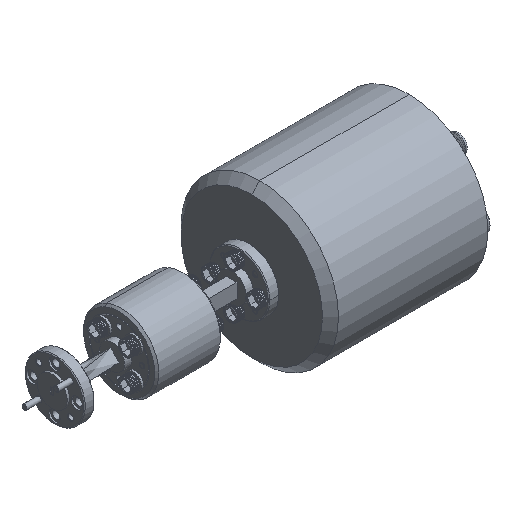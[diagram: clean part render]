
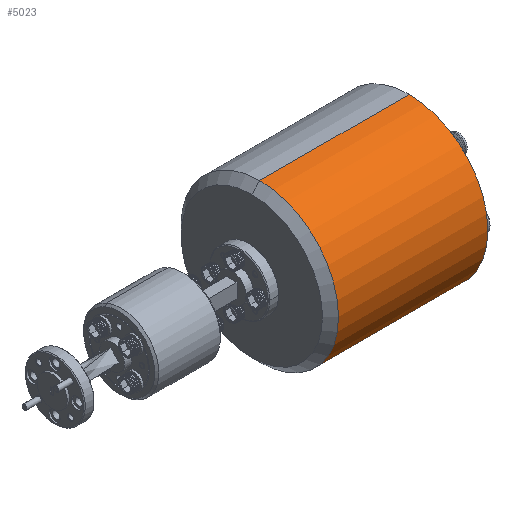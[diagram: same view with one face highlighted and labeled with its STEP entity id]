
A CAD part, isometric view. The second image highlights one B-rep face of the part: STEP entity #5023.
In plain terms, the highlighted cylindrical face has radius 25 mm (diameter 50 mm), a partial arc.
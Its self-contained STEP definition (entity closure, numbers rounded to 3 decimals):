
#1015 = VERTEX_POINT ( 'NONE', #23705 ) ;
#1853 = LINE ( 'NONE', #98099, #14449 ) ;
#3042 = EDGE_CURVE ( 'NONE', #36737, #1015, #73065, .T. ) ;
#3264 = CARTESIAN_POINT ( 'NONE',  ( 59.937, 35.56, 62.336 ) ) ;
#4314 = CARTESIAN_POINT ( 'NONE',  ( 59.937, 35.56, 37.336 ) ) ;
#5023 = ADVANCED_FACE ( 'NONE', ( #15307 ), #70908, .T. ) ;
#8541 = DIRECTION ( 'NONE',  ( 0., 0., -1. ) ) ;
#9988 = DIRECTION ( 'NONE',  ( 1., 0., 0. ) ) ;
#14449 = VECTOR ( 'NONE', #49741, 1000. ) ;
#14714 = AXIS2_PLACEMENT_3D ( 'NONE', #77599, #29238, #101553 ) ;
#15307 = FACE_OUTER_BOUND ( 'NONE', #67495, .T. ) ;
#17985 = AXIS2_PLACEMENT_3D ( 'NONE', #4314, #84092, #27976 ) ;
#23705 = CARTESIAN_POINT ( 'NONE',  ( 59.937, 35.56, 12.336 ) ) ;
#27976 = DIRECTION ( 'NONE',  ( 0., 0., -1. ) ) ;
#28735 = ORIENTED_EDGE ( 'NONE', *, *, #54564, .F. ) ;
#29238 = DIRECTION ( 'NONE',  ( 1., 0., 0. ) ) ;
#29392 = LINE ( 'NONE', #3264, #31970 ) ;
#31970 = VECTOR ( 'NONE', #9988, 1000. ) ;
#36737 = VERTEX_POINT ( 'NONE', #88399 ) ;
#37026 = CARTESIAN_POINT ( 'NONE',  ( 12.477, 35.56, 62.336 ) ) ;
#42803 = ORIENTED_EDGE ( 'NONE', *, *, #3042, .F. ) ;
#44595 = EDGE_CURVE ( 'NONE', #88217, #1015, #1853, .T. ) ;
#49741 = DIRECTION ( 'NONE',  ( 1., 0., 0. ) ) ;
#49780 = DIRECTION ( 'NONE',  ( 1., 0., 0. ) ) ;
#54564 = EDGE_CURVE ( 'NONE', #96309, #36737, #29392, .T. ) ;
#64760 = ORIENTED_EDGE ( 'NONE', *, *, #96378, .T. ) ;
#67495 = EDGE_LOOP ( 'NONE', ( #28735, #64760, #89188, #42803 ) ) ;
#70908 = CYLINDRICAL_SURFACE ( 'NONE', #17985, 25. ) ;
#71694 = CARTESIAN_POINT ( 'NONE',  ( 12.477, 35.56, 12.336 ) ) ;
#73065 = CIRCLE ( 'NONE', #104377, 25. ) ;
#77599 = CARTESIAN_POINT ( 'NONE',  ( 12.477, 35.56, 37.336 ) ) ;
#83132 = CIRCLE ( 'NONE', #14714, 25. ) ;
#84092 = DIRECTION ( 'NONE',  ( 1., 0., 0. ) ) ;
#88217 = VERTEX_POINT ( 'NONE', #71694 ) ;
#88399 = CARTESIAN_POINT ( 'NONE',  ( 59.937, 35.56, 62.336 ) ) ;
#89188 = ORIENTED_EDGE ( 'NONE', *, *, #44595, .T. ) ;
#96309 = VERTEX_POINT ( 'NONE', #37026 ) ;
#96378 = EDGE_CURVE ( 'NONE', #96309, #88217, #83132, .T. ) ;
#98099 = CARTESIAN_POINT ( 'NONE',  ( 59.937, 35.56, 12.336 ) ) ;
#98141 = CARTESIAN_POINT ( 'NONE',  ( 59.937, 35.56, 37.336 ) ) ;
#101553 = DIRECTION ( 'NONE',  ( 0., 0., -1. ) ) ;
#104377 = AXIS2_PLACEMENT_3D ( 'NONE', #98141, #49780, #8541 ) ;
